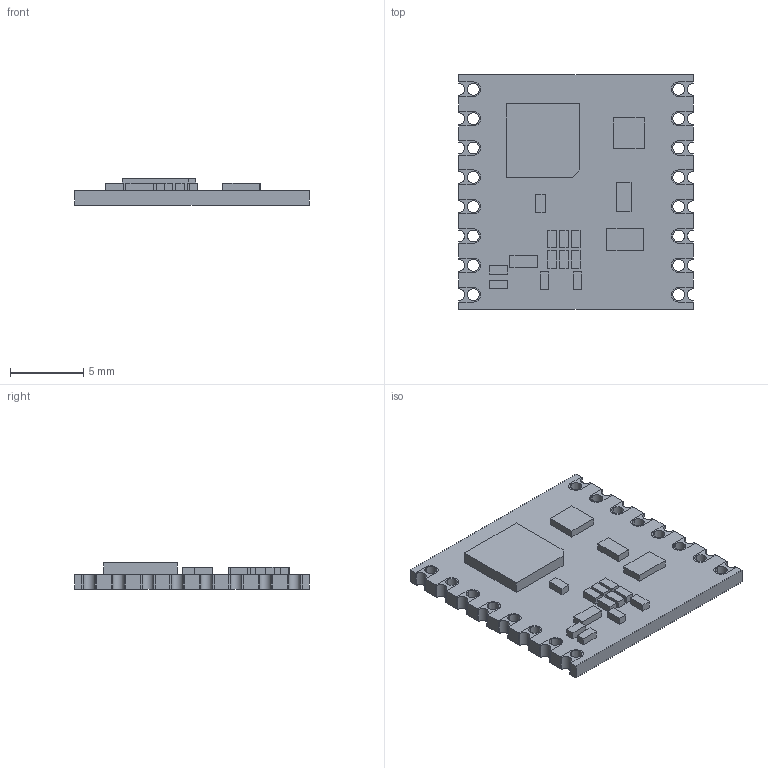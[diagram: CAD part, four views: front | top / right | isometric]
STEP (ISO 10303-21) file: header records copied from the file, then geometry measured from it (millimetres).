
FILE_DESCRIPTION(('FreeCAD Model'),'2;1');
FILE_NAME('Open CASCADE Shape Model','2026-01-12T19:46:27',(''),(''), 'Open CASCADE STEP processor 7.8','FreeCAD','Unknown');
FILE_SCHEMA(('AUTOMOTIVE_DESIGN { 1 0 10303 214 1 1 1 1 }'));
Length unit declared in the file: millimetre
Products named in the file (35): Assembly; RFM95W-868S2(slash)RF033; RFM95W-868S2(slash)RF; RFM95W-868S2(slash)RF001; RFM95W-868S2(slash)RF002; RFM95W-868S2(slash)RF003; RFM95W-868S2(slash)RF004; RFM95W-868S2(slash)RF005; RFM95W-868S2(slash)RF006; RFM95W-868S2(slash)RF007; RFM95W-868S2(slash)RF008; RFM95W-868S2(slash)RF009; RFM95W-868S2(slash)RF010; RFM95W-868S2(slash)RF011; RFM95W-868S2(slash)RF012; RFM95W-868S2(slash)RF013; RFM95W-868S2(slash)RF014; RFM95W-868S2(slash)RF015; RFM95W-868S2(slash)RF016; RFM95W-868S2(slash)RF017; RFM95W-868S2(slash)RF018; RFM95W-868S2(slash)RF019; RFM95W-868S2(slash)RF020; RFM95W-868S2(slash)RF021; RFM95W-868S2(slash)RF022; RFM95W-868S2(slash)RF023; RFM95W-868S2(slash)RF024; RFM95W-868S2(slash)RF025; RFM95W-868S2(slash)RF026; RFM95W-868S2(slash)RF027; RFM95W-868S2(slash)RF028; RFM95W-868S2(slash)RF029; RFM95W-868S2(slash)RF030; RFM95W-868S2(slash)RF031; RFM95W-868S2(slash)RF032
Assembly tree (34 placements, depth 3):
  Assembly
    RFM95W-868S2(slash)RF033
      RFM95W-868S2(slash)RF
      RFM95W-868S2(slash)RF001
      RFM95W-868S2(slash)RF002
      RFM95W-868S2(slash)RF003
      RFM95W-868S2(slash)RF004
      RFM95W-868S2(slash)RF005
      RFM95W-868S2(slash)RF006
      RFM95W-868S2(slash)RF007
      RFM95W-868S2(slash)RF008
      RFM95W-868S2(slash)RF009
      RFM95W-868S2(slash)RF010
      RFM95W-868S2(slash)RF011
      RFM95W-868S2(slash)RF012
      RFM95W-868S2(slash)RF013
      RFM95W-868S2(slash)RF014
      RFM95W-868S2(slash)RF015
      RFM95W-868S2(slash)RF016
      RFM95W-868S2(slash)RF017
      RFM95W-868S2(slash)RF018
      RFM95W-868S2(slash)RF019
      RFM95W-868S2(slash)RF020
      RFM95W-868S2(slash)RF021
      RFM95W-868S2(slash)RF022
      RFM95W-868S2(slash)RF023
      RFM95W-868S2(slash)RF024
      RFM95W-868S2(slash)RF025
      RFM95W-868S2(slash)RF026
      RFM95W-868S2(slash)RF027
      RFM95W-868S2(slash)RF028
      RFM95W-868S2(slash)RF029
      RFM95W-868S2(slash)RF030
      RFM95W-868S2(slash)RF031
      RFM95W-868S2(slash)RF032
Bounding box: 16 x 16 x 1.8 mm (x, y, z)
Volume: 273.7 mm3; surface area: 852.7 mm2
Topology: 33 solids, 33 shells, 327 faces, 783 edges, 522 vertices
Faces by surface type: plane 247, cylinder 80
Entity records: 10395 total; most frequent: CARTESIAN_POINT 1667, DIRECTION 1667, ORIENTED_EDGE 1566, EDGE_CURVE 783, LINE 623, VECTOR 623, AXIS2_PLACEMENT_3D 522, VERTEX_POINT 522
